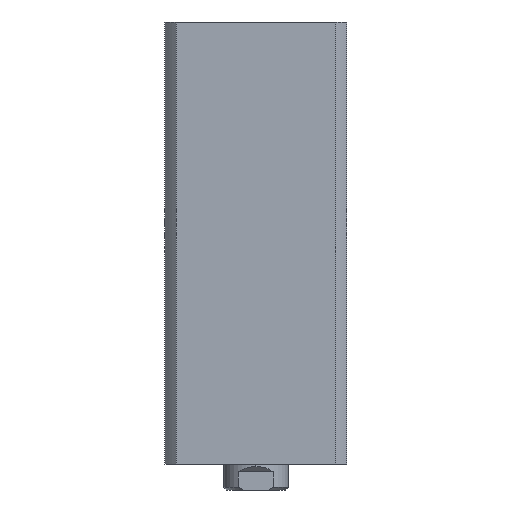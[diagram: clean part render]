
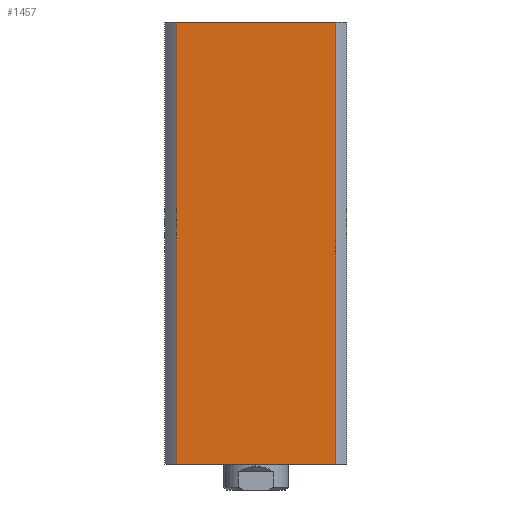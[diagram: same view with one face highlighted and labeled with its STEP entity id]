
A CAD part, left-side view. The second image highlights one B-rep face of the part: STEP entity #1457.
In plain terms, the highlighted planar face has unit normal (-1, 0, 0).
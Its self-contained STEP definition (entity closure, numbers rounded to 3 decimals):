
#183 = EDGE_CURVE ( 'NONE', #2198, #2163, #2392, .T. ) ;
#184 = EDGE_CURVE ( 'NONE', #2200, #3010, #2396, .T. ) ;
#205 = EDGE_LOOP ( 'NONE', ( #971, #972, #973, #974 ) ) ;
#632 = CARTESIAN_POINT ( 'NONE',  ( -35., -30.615, 170. ) ) ;
#633 = DIRECTION ( 'NONE',  ( 0., 0., -1. ) ) ;
#722 = DIRECTION ( 'NONE',  ( 0., 0., -1. ) ) ;
#727 = CARTESIAN_POINT ( 'NONE',  ( -35., 30.615, 170. ) ) ;
#971 = ORIENTED_EDGE ( 'NONE', *, *, #183, .T. ) ;
#972 = ORIENTED_EDGE ( 'NONE', *, *, #1243, .F. ) ;
#973 = ORIENTED_EDGE ( 'NONE', *, *, #184, .F. ) ;
#974 = ORIENTED_EDGE ( 'NONE', *, *, #1410, .T. ) ;
#1243 = EDGE_CURVE ( 'NONE', #3010, #2163, #2582, .T. ) ;
#1410 = EDGE_CURVE ( 'NONE', #2200, #2198, #2636, .T. ) ;
#1457 = ADVANCED_FACE ( 'NONE', ( #3297 ), #2785, .F. ) ;
#1841 = AXIS2_PLACEMENT_3D ( 'NONE', #2783, #2788, #2789 ) ;
#1855 = DIRECTION ( 'NONE',  ( 0., -1., 0. ) ) ;
#1882 = CARTESIAN_POINT ( 'NONE',  ( -35., 0., 0. ) ) ;
#1890 = CARTESIAN_POINT ( 'NONE',  ( -35., 0., 170. ) ) ;
#1904 = DIRECTION ( 'NONE',  ( 0., -1., 0. ) ) ;
#2163 = VERTEX_POINT ( 'NONE', #3127 ) ;
#2198 = VERTEX_POINT ( 'NONE', #3162 ) ;
#2200 = VERTEX_POINT ( 'NONE', #3164 ) ;
#2392 = LINE ( 'NONE', #1882, #2398 ) ;
#2396 = LINE ( 'NONE', #1890, #2400 ) ;
#2398 = VECTOR ( 'NONE', #1904, 1000. ) ;
#2400 = VECTOR ( 'NONE', #1855, 1000. ) ;
#2582 = LINE ( 'NONE', #632, #2587 ) ;
#2587 = VECTOR ( 'NONE', #633, 1000. ) ;
#2636 = LINE ( 'NONE', #727, #2649 ) ;
#2649 = VECTOR ( 'NONE', #722, 1000. ) ;
#2783 = CARTESIAN_POINT ( 'NONE',  ( -35., 0., 170. ) ) ;
#2785 = PLANE ( 'NONE',  #1841 ) ;
#2788 = DIRECTION ( 'NONE',  ( 1., 0., 0. ) ) ;
#2789 = DIRECTION ( 'NONE',  ( 0., 0., -1. ) ) ;
#3010 = VERTEX_POINT ( 'NONE', #3198 ) ;
#3127 = CARTESIAN_POINT ( 'NONE',  ( -35., -30.615, 0. ) ) ;
#3162 = CARTESIAN_POINT ( 'NONE',  ( -35., 30.615, 0. ) ) ;
#3164 = CARTESIAN_POINT ( 'NONE',  ( -35., 30.615, 170. ) ) ;
#3198 = CARTESIAN_POINT ( 'NONE',  ( -35., -30.615, 170. ) ) ;
#3297 = FACE_OUTER_BOUND ( 'NONE', #205, .T. ) ;
